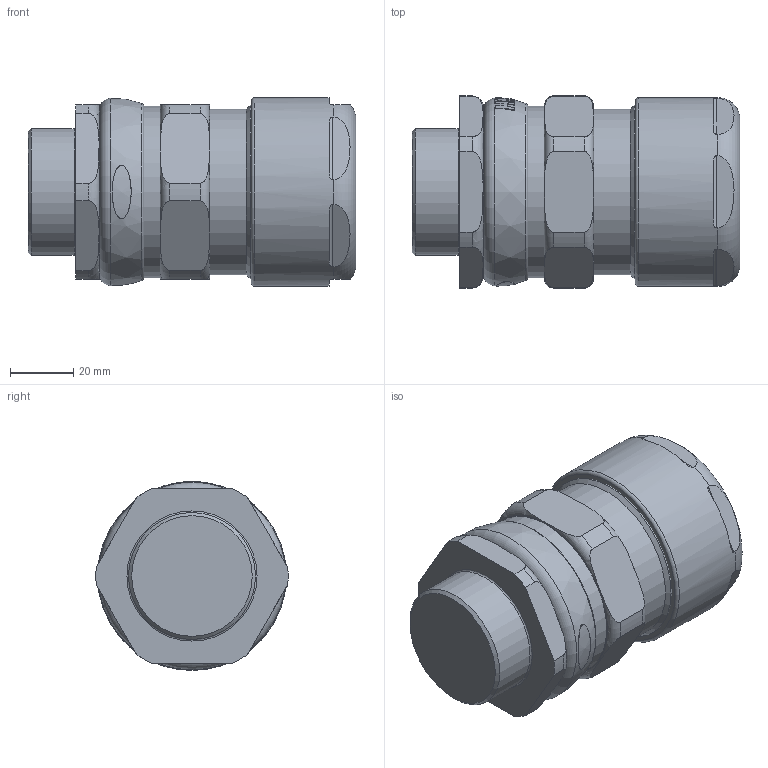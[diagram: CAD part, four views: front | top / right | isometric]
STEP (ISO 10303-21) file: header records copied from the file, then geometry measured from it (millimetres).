
FILE_DESCRIPTION(/* description */ (''),/* implementation_level */ '2;1');
FILE_NAME(/* name */ '153_UNIV_X C2.stp',/* time_stamp */ '2020-06-30T21:18:01+06:00',/* author */ ('jgandhi'),/* organization */ (''),/* preprocessor_version */ 'ST-DEVELOPER v18',/* originating_system */ 'Autodesk Inventor 2020',/* authorisation */ '');
FILE_SCHEMA (('AUTOMOTIVE_DESIGN { 1 0 10303 214 3 1 1 }'));
Length unit declared in the file: millimetre
Products named in the file (1): 153_UNIV_X C2
Bounding box: 103.35 x 60.59 x 59.5 mm (x, y, z)
Surface area: 87766.8 mm2
Topology: 11 solids, 11 shells, 878 faces, 2447 edges, 1622 vertices
Faces by surface type: plane 348, cylinder 166, cone 158, torus 120, bspline 86
Full cylindrical faces by diameter (mm): 24 x1, 34.8 x1, 37.8 x2, 40 x1, 42 x1, 42.4 x1, 45.8 x1, 46.2 x1, 46.722 x1, 46.8 x1, 46.9 x1, 47.6 x3, 47.722 x1, 50.8 x1, 52.2 x2, 53.95 x1, 54.644 x1, 55 x1, 59.5 x1
Entity records: 33698 total; most frequent: CARTESIAN_POINT 11800, ORIENTED_EDGE 4924, DIRECTION 4028, EDGE_CURVE 2462, AXIS2_PLACEMENT_3D 1659, VERTEX_POINT 1616, EDGE_LOOP 910, FACE_OUTER_BOUND 878
